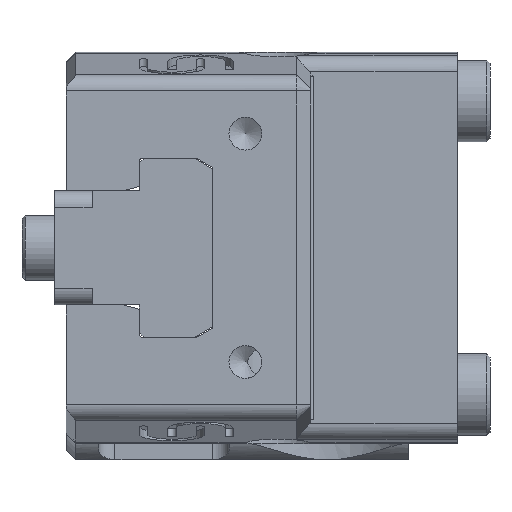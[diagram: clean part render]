
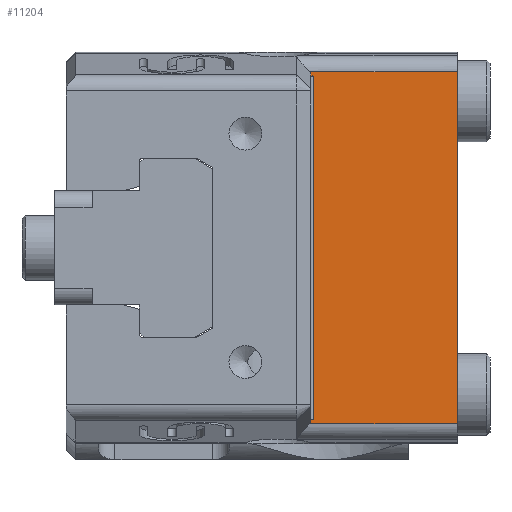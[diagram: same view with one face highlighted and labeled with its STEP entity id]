
A CAD part, left-side view. The second image highlights one B-rep face of the part: STEP entity #11204.
In plain terms, the highlighted planar face has unit normal (-1, 0, 0).
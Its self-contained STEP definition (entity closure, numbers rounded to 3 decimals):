
#90=B_SPLINE_CURVE_WITH_KNOTS('',3,(#22006,#22007,#22008,#22009),
 .UNSPECIFIED.,.F.,.F.,(4,4),(0.,0.001),
 .UNSPECIFIED.);
#91=B_SPLINE_CURVE_WITH_KNOTS('',3,(#22013,#22014,#22015,#22016),
 .UNSPECIFIED.,.F.,.F.,(4,4),(0.,0.001),
 .UNSPECIFIED.);
#443=LINE('',#21741,#1385);
#445=LINE('',#21753,#1387);
#449=LINE('',#21765,#1391);
#515=LINE('',#21995,#1457);
#518=LINE('',#21999,#1460);
#521=LINE('',#22011,#1463);
#522=LINE('',#22017,#1464);
#523=LINE('',#22019,#1465);
#1385=VECTOR('',#18040,1000.);
#1387=VECTOR('',#18046,1000.);
#1391=VECTOR('',#18054,1000.);
#1457=VECTOR('',#18256,1000.);
#1460=VECTOR('',#18261,1000.);
#1463=VECTOR('',#18272,1000.);
#1464=VECTOR('',#18273,1000.);
#1465=VECTOR('',#18274,1000.);
#2211=PLANE('',#15885);
#3819=ORIENTED_EDGE('',*,*,#6357,.T.);
#3820=ORIENTED_EDGE('',*,*,#6478,.T.);
#3821=ORIENTED_EDGE('',*,*,#6479,.T.);
#3822=ORIENTED_EDGE('',*,*,#6480,.T.);
#3823=ORIENTED_EDGE('',*,*,#6363,.T.);
#3824=ORIENTED_EDGE('',*,*,#6472,.F.);
#3825=ORIENTED_EDGE('',*,*,#6481,.T.);
#3826=ORIENTED_EDGE('',*,*,#6482,.T.);
#3827=ORIENTED_EDGE('',*,*,#6353,.F.);
#3828=ORIENTED_EDGE('',*,*,#6475,.F.);
#6353=EDGE_CURVE('',#7803,#7804,#443,.T.);
#6357=EDGE_CURVE('',#7808,#7807,#445,.T.);
#6363=EDGE_CURVE('',#7814,#7813,#449,.T.);
#6472=EDGE_CURVE('',#7889,#7813,#515,.T.);
#6475=EDGE_CURVE('',#7808,#7803,#518,.T.);
#6478=EDGE_CURVE('',#7807,#7890,#90,.T.);
#6479=EDGE_CURVE('',#7890,#7891,#521,.T.);
#6480=EDGE_CURVE('',#7891,#7814,#91,.T.);
#6481=EDGE_CURVE('',#7889,#7892,#522,.T.);
#6482=EDGE_CURVE('',#7892,#7804,#523,.T.);
#7803=VERTEX_POINT('',#21740);
#7804=VERTEX_POINT('',#21742);
#7807=VERTEX_POINT('',#21752);
#7808=VERTEX_POINT('',#21754);
#7813=VERTEX_POINT('',#21764);
#7814=VERTEX_POINT('',#21766);
#7889=VERTEX_POINT('',#21994);
#7890=VERTEX_POINT('',#22010);
#7891=VERTEX_POINT('',#22012);
#7892=VERTEX_POINT('',#22018);
#9270=EDGE_LOOP('',(#3819,#3820,#3821,#3822,#3823,#3824,#3825,#3826,#3827,
#3828));
#10152=FACE_BOUND('',#9270,.T.);
#11204=ADVANCED_FACE('',(#10152),#2211,.F.);
#15885=AXIS2_PLACEMENT_3D('',#22005,#18270,#18271);
#18040=DIRECTION('',(0.,-1.,0.));
#18046=DIRECTION('',(0.,0.,-1.));
#18054=DIRECTION('',(0.,0.,-1.));
#18256=DIRECTION('',(0.,-0.701,0.714));
#18261=DIRECTION('',(0.,0.701,0.714));
#18270=DIRECTION('',(1.,0.,0.));
#18271=DIRECTION('',(0.,0.,-1.));
#18272=DIRECTION('',(0.,0.,-1.));
#18273=DIRECTION('',(0.,-1.,0.));
#18274=DIRECTION('',(0.,0.,1.));
#21740=CARTESIAN_POINT('',(-19.,-14.943,10.787));
#21741=CARTESIAN_POINT('',(-19.,-13.,10.787));
#21742=CARTESIAN_POINT('',(-19.,-24.,10.787));
#21752=CARTESIAN_POINT('',(-19.,-15.,10.578));
#21753=CARTESIAN_POINT('',(-19.,-15.,7.));
#21754=CARTESIAN_POINT('',(-19.,-15.,10.729));
#21764=CARTESIAN_POINT('',(-19.,-15.,-10.729));
#21765=CARTESIAN_POINT('',(-19.,-15.,7.));
#21766=CARTESIAN_POINT('',(-19.,-15.,-10.578));
#21994=CARTESIAN_POINT('',(-19.,-14.943,-10.787));
#21995=CARTESIAN_POINT('',(-19.,-13.986,-11.762));
#21999=CARTESIAN_POINT('',(-19.,-14.717,11.017));
#22005=CARTESIAN_POINT('',(-19.,-13.,-10.787));
#22006=CARTESIAN_POINT('',(-19.,-15.,10.578));
#22007=CARTESIAN_POINT('',(-19.,-15.064,10.552));
#22008=CARTESIAN_POINT('',(-19.,-15.131,10.53));
#22009=CARTESIAN_POINT('',(-19.,-15.2,10.53));
#22010=CARTESIAN_POINT('',(-19.,-15.2,10.53));
#22011=CARTESIAN_POINT('',(-19.,-15.2,10.53));
#22012=CARTESIAN_POINT('',(-19.,-15.2,-10.53));
#22013=CARTESIAN_POINT('',(-19.,-15.2,-10.53));
#22014=CARTESIAN_POINT('',(-19.,-15.13,-10.53));
#22015=CARTESIAN_POINT('',(-19.,-15.064,-10.552));
#22016=CARTESIAN_POINT('',(-19.,-15.,-10.578));
#22017=CARTESIAN_POINT('',(-19.,-13.,-10.787));
#22018=CARTESIAN_POINT('',(-19.,-24.,-10.787));
#22019=CARTESIAN_POINT('',(-19.,-24.,-10.787));
